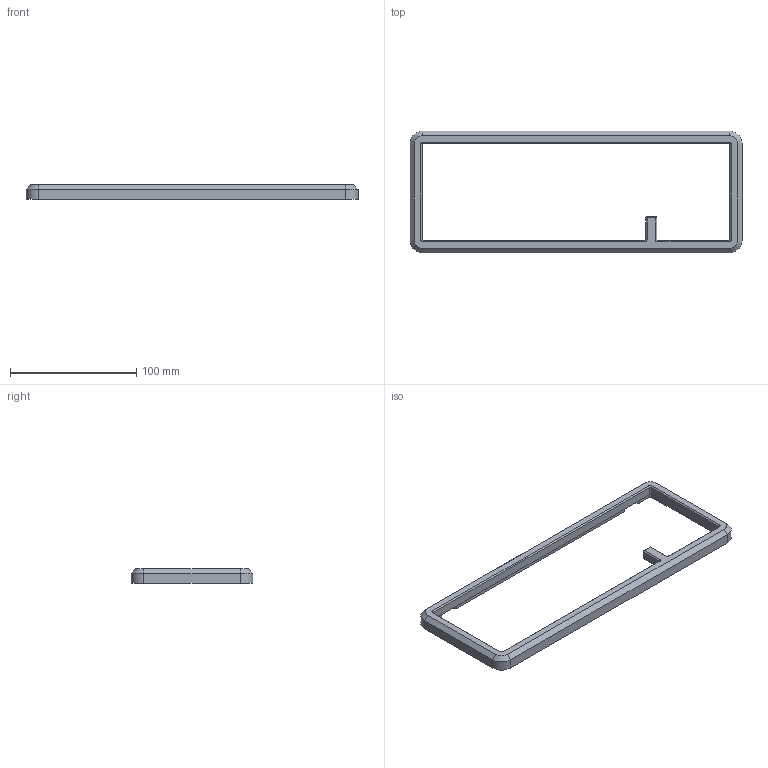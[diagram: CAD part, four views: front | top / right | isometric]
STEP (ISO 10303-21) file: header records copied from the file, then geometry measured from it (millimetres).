
FILE_DESCRIPTION(/* description */ (''),/* implementation_level */ '2;1');
FILE_NAME(/* name */ 'MB44_CaseTop.step',/* time_stamp */ '2020-09-17T17:04:19-07:00',/* author */ (''),/* organization */ (''),/* preprocessor_version */ 'ST-DEVELOPER v18.1',/* originating_system */ 'Autodesk Translation Framework v9.3.0.1241',/* authorisation */ '');
FILE_SCHEMA (('AUTOMOTIVE_DESIGN { 1 0 10303 214 3 1 1 }'));
Length unit declared in the file: millimetre
Products named in the file (1): Case Top
Bounding box: 262.89 x 96.2 x 11.5 mm (x, y, z)
Volume: 66274.6 mm3; surface area: 27202.4 mm2
Topology: 1 solids, 1 shells, 91 faces, 216 edges, 134 vertices
Faces by surface type: plane 55, cylinder 24, cone 12
Full cylindrical faces by diameter (mm): 1.623 x8
Entity records: 2625 total; most frequent: DIRECTION 456, CARTESIAN_POINT 440, ORIENTED_EDGE 428, EDGE_CURVE 214, LINE 156, VECTOR 156, AXIS2_PLACEMENT_3D 150, VERTEX_POINT 134
